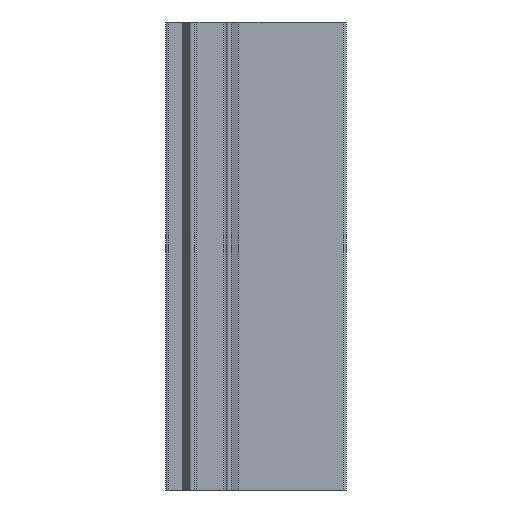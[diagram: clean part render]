
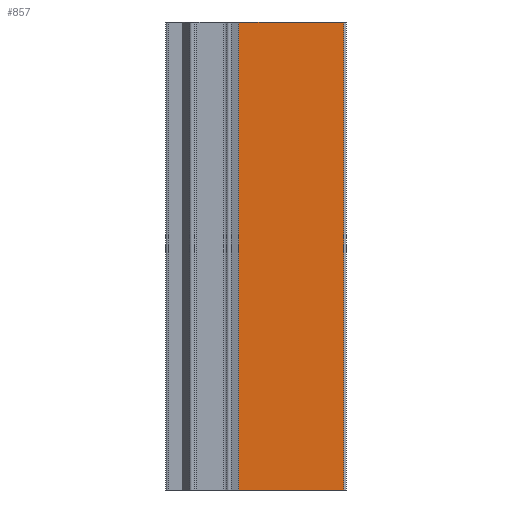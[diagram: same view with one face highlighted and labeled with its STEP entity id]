
A CAD part, front view. The second image highlights one B-rep face of the part: STEP entity #857.
In plain terms, the highlighted planar face has unit normal (0, -1, 0).
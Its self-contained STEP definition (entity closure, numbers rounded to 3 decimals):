
#33=PLANE('',#942);
#97=LINE('',#1392,#183);
#98=LINE('',#1394,#184);
#99=LINE('',#1396,#185);
#100=LINE('',#1398,#186);
#183=VECTOR('',#1136,1000.);
#184=VECTOR('',#1139,1000.);
#185=VECTOR('',#1140,1000.);
#186=VECTOR('',#1141,1000.);
#324=ORIENTED_EDGE('',*,*,#550,.F.);
#325=ORIENTED_EDGE('',*,*,#549,.F.);
#326=ORIENTED_EDGE('',*,*,#551,.T.);
#327=ORIENTED_EDGE('',*,*,#552,.T.);
#549=EDGE_CURVE('',#649,#648,#97,.T.);
#550=EDGE_CURVE('',#648,#650,#98,.T.);
#551=EDGE_CURVE('',#649,#651,#99,.T.);
#552=EDGE_CURVE('',#651,#650,#100,.T.);
#648=VERTEX_POINT('',#1389);
#649=VERTEX_POINT('',#1391);
#650=VERTEX_POINT('',#1395);
#651=VERTEX_POINT('',#1397);
#745=EDGE_LOOP('',(#324,#325,#326,#327));
#791=FACE_BOUND('',#745,.T.);
#857=ADVANCED_FACE('',(#791),#33,.T.);
#942=AXIS2_PLACEMENT_3D('',#1393,#1137,#1138);
#1136=DIRECTION('',(0.,0.,1.));
#1137=DIRECTION('',(0.,-1.,0.));
#1138=DIRECTION('',(1.,0.,0.));
#1139=DIRECTION('',(1.,0.,0.));
#1140=DIRECTION('',(1.,0.,0.));
#1141=DIRECTION('',(0.,0.,1.));
#1389=CARTESIAN_POINT('',(-23.282,-0.5,0.));
#1391=CARTESIAN_POINT('',(-23.282,-0.5,-100.));
#1392=CARTESIAN_POINT('',(-23.282,-0.5,-100.));
#1393=CARTESIAN_POINT('',(-23.282,-0.5,-100.));
#1394=CARTESIAN_POINT('',(-23.282,-0.5,0.));
#1395=CARTESIAN_POINT('',(0.,-0.5,0.));
#1396=CARTESIAN_POINT('',(-23.282,-0.5,-100.));
#1397=CARTESIAN_POINT('',(0.,-0.5,-100.));
#1398=CARTESIAN_POINT('',(0.,-0.5,-100.));
